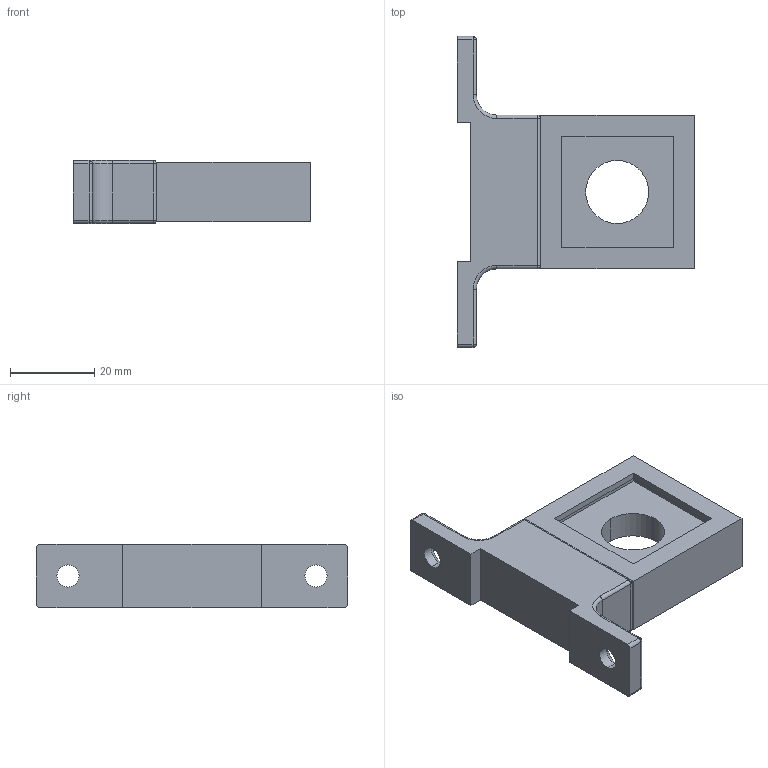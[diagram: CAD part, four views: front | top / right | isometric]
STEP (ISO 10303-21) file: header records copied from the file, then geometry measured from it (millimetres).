
FILE_DESCRIPTION (( 'STEP AP214' ), '1' );
FILE_NAME ('Norgren-4214-52.STEP', '2020-06-22T13:58:30', ( '' ), ( '' ), 'SwSTEP 2.0', 'SolidWorks 2019', '' );
FILE_SCHEMA (( 'AUTOMOTIVE_DESIGN' ));
Length unit declared in the file: millimetre
Products named in the file (2): 4214-52; Norgren-4214-52
Assembly tree (1 placements, depth 2):
  Norgren-4214-52
    4214-52
Bounding box: 56.4 x 74 x 15 mm (x, y, z)
Volume: 23717.4 mm3; surface area: 10570.1 mm2
Topology: 2 solids, 2 shells, 109 faces, 268 edges, 160 vertices
Faces by surface type: plane 55, cylinder 36, sphere 8, cone 6, torus 4
Entity records: 4303 total; most frequent: DIRECTION 566, CARTESIAN_POINT 517, ORIENTED_EDGE 504, EDGE_CURVE 252, AXIS2_PLACEMENT_3D 201, LINE 164, VECTOR 164, VERTEX_POINT 152
